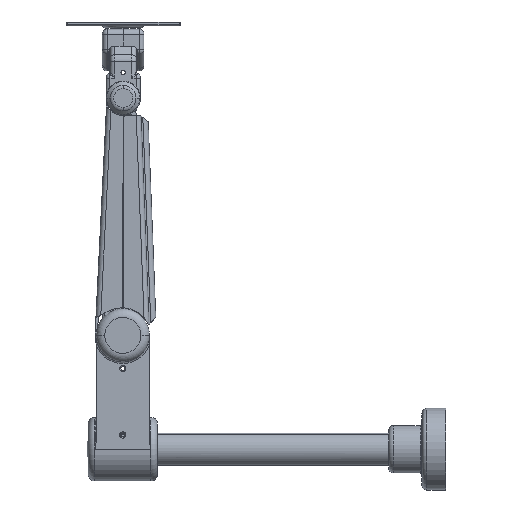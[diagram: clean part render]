
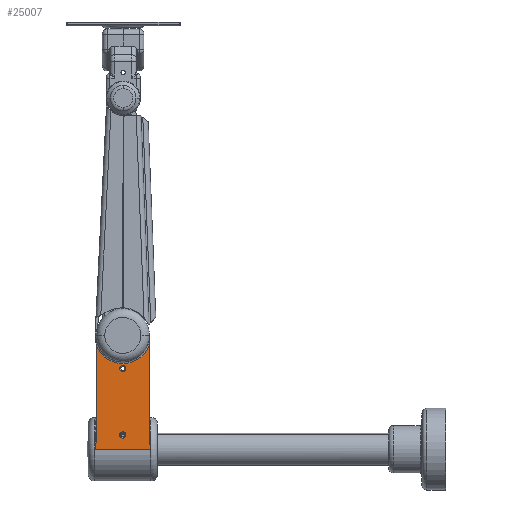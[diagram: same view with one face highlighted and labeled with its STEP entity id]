
A CAD part, left-side view. The second image highlights one B-rep face of the part: STEP entity #25007.
In plain terms, the highlighted face is planar.
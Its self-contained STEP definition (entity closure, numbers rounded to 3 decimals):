
#4509 = CIRCLE ( 'NONE', #8294, 3.25 ) ;
#4511 = CIRCLE ( 'NONE', #8284, 3.275 ) ;
#5144 = B_SPLINE_CURVE_WITH_KNOTS ( 'NONE', 3,
 ( #11496, #11500, #11501, #11502, #11503, #11504, #11505, #11506 ),
 .UNSPECIFIED., .F., .F.,
 ( 4, 2, 2, 4 ),
 ( 0., 0.005, 0.007, 0.009 ),
 .UNSPECIFIED. ) ;
#5145 = B_SPLINE_CURVE_WITH_KNOTS ( 'NONE', 3,
 ( #11482, #11489, #11490, #11491, #11492, #11493, #11494, #11495 ),
 .UNSPECIFIED., .F., .F.,
 ( 4, 2, 2, 4 ),
 ( 0., 0.002, 0.005, 0.01 ),
 .UNSPECIFIED. ) ;
#8284 = AXIS2_PLACEMENT_3D ( 'NONE', #8649, #8650, #8651 ) ;
#8294 = AXIS2_PLACEMENT_3D ( 'NONE', #8625, #8632, #8633 ) ;
#8625 = CARTESIAN_POINT ( 'NONE',  ( 0., -35., -33.5 ) ) ;
#8632 = DIRECTION ( 'NONE',  ( 0., 0., 1. ) ) ;
#8633 = DIRECTION ( 'NONE',  ( 1., 0., 0. ) ) ;
#8649 = CARTESIAN_POINT ( 'NONE',  ( 0., -105., -33.5 ) ) ;
#8650 = DIRECTION ( 'NONE',  ( 0., 0., 1. ) ) ;
#8651 = DIRECTION ( 'NONE',  ( 1., 0., 0. ) ) ;
#9748 = CIRCLE ( 'NONE', #11824, 29.817 ) ;
#9749 = CIRCLE ( 'NONE', #11834, 3.275 ) ;
#9750 = CIRCLE ( 'NONE', #11833, 3.25 ) ;
#11473 = CARTESIAN_POINT ( 'NONE',  ( 0., 0., -33.5 ) ) ;
#11474 = DIRECTION ( 'NONE',  ( 0., 0., 1. ) ) ;
#11475 = DIRECTION ( 'NONE',  ( 1., 0., 0. ) ) ;
#11476 = CARTESIAN_POINT ( 'NONE',  ( 0., -105., -33.5 ) ) ;
#11477 = DIRECTION ( 'NONE',  ( 0., 0., 1. ) ) ;
#11478 = DIRECTION ( 'NONE',  ( 1., 0., 0. ) ) ;
#11479 = CARTESIAN_POINT ( 'NONE',  ( 0., -35., -33.5 ) ) ;
#11480 = DIRECTION ( 'NONE',  ( 0., 0., 1. ) ) ;
#11481 = DIRECTION ( 'NONE',  ( 1., 0., 0. ) ) ;
#11482 = CARTESIAN_POINT ( 'NONE',  ( 28., -110.577, -33.5 ) ) ;
#11483 = LINE ( 'NONE', #11484, #11837 ) ;
#11484 = CARTESIAN_POINT ( 'NONE',  ( -28., 0., -33.5 ) ) ;
#11485 = DIRECTION ( 'NONE',  ( 0., -1., 0. ) ) ;
#11486 = LINE ( 'NONE', #11487, #11839 ) ;
#11487 = CARTESIAN_POINT ( 'NONE',  ( 28., -153.5, -33.5 ) ) ;
#11488 = DIRECTION ( 'NONE',  ( 0., 1., 0. ) ) ;
#11489 = CARTESIAN_POINT ( 'NONE',  ( 28., -111.373, -33.5 ) ) ;
#11490 = CARTESIAN_POINT ( 'NONE',  ( 28.051, -112.165, -33.5 ) ) ;
#11491 = CARTESIAN_POINT ( 'NONE',  ( 28.209, -113.746, -33.5 ) ) ;
#11492 = CARTESIAN_POINT ( 'NONE',  ( 28.316, -114.533, -33.5 ) ) ;
#11493 = CARTESIAN_POINT ( 'NONE',  ( 28.685, -116.885, -33.5 ) ) ;
#11494 = CARTESIAN_POINT ( 'NONE',  ( 28.993, -118.442, -33.5 ) ) ;
#11495 = CARTESIAN_POINT ( 'NONE',  ( 29.3, -120., -33.5 ) ) ;
#11496 = CARTESIAN_POINT ( 'NONE',  ( -29.3, -120., -33.5 ) ) ;
#11497 = LINE ( 'NONE', #11498, #11841 ) ;
#11498 = CARTESIAN_POINT ( 'NONE',  ( -36.501, -120., -33.5 ) ) ;
#11499 = DIRECTION ( 'NONE',  ( 1., 0., 0. ) ) ;
#11500 = CARTESIAN_POINT ( 'NONE',  ( -28.993, -118.443, -33.5 ) ) ;
#11501 = CARTESIAN_POINT ( 'NONE',  ( -28.685, -116.885, -33.5 ) ) ;
#11502 = CARTESIAN_POINT ( 'NONE',  ( -28.316, -114.533, -33.5 ) ) ;
#11503 = CARTESIAN_POINT ( 'NONE',  ( -28.209, -113.746, -33.5 ) ) ;
#11504 = CARTESIAN_POINT ( 'NONE',  ( -28.051, -112.165, -33.5 ) ) ;
#11505 = CARTESIAN_POINT ( 'NONE',  ( -28., -111.373, -33.5 ) ) ;
#11506 = CARTESIAN_POINT ( 'NONE',  ( -28., -110.577, -33.5 ) ) ;
#11824 = AXIS2_PLACEMENT_3D ( 'NONE', #11473, #11474, #11475 ) ;
#11833 = AXIS2_PLACEMENT_3D ( 'NONE', #11479, #11480, #11481 ) ;
#11834 = AXIS2_PLACEMENT_3D ( 'NONE', #11476, #11477, #11478 ) ;
#11837 = VECTOR ( 'NONE', #11485, 1000. ) ;
#11839 = VECTOR ( 'NONE', #11488, 1000. ) ;
#11841 = VECTOR ( 'NONE', #11499, 1000. ) ;
#15892 = PLANE ( 'NONE',  #16720 ) ;
#15893 = CARTESIAN_POINT ( 'NONE',  ( 0., 0., -33.5 ) ) ;
#15894 = DIRECTION ( 'NONE',  ( 0., 0., 1. ) ) ;
#15895 = DIRECTION ( 'NONE',  ( 1., 0., 0. ) ) ;
#16711 = FACE_BOUND ( 'NONE', #28861, .T. ) ;
#16716 = FACE_BOUND ( 'NONE', #28862, .T. ) ;
#16718 = FACE_OUTER_BOUND ( 'NONE', #28863, .T. ) ;
#16720 = AXIS2_PLACEMENT_3D ( 'NONE', #15893, #15894, #15895 ) ;
#19172 = CARTESIAN_POINT ( 'NONE',  ( 3.25, -35., -33.5 ) ) ;
#19173 = CARTESIAN_POINT ( 'NONE',  ( -3.25, -35., -33.5 ) ) ;
#19176 = CARTESIAN_POINT ( 'NONE',  ( 3.275, -105., -33.5 ) ) ;
#19177 = CARTESIAN_POINT ( 'NONE',  ( -3.275, -105., -33.5 ) ) ;
#19268 = CARTESIAN_POINT ( 'NONE',  ( -28., -10.249, -33.5 ) ) ;
#19269 = CARTESIAN_POINT ( 'NONE',  ( -28., -110.577, -33.5 ) ) ;
#19270 = CARTESIAN_POINT ( 'NONE',  ( 28., -10.249, -33.5 ) ) ;
#19271 = CARTESIAN_POINT ( 'NONE',  ( 28., -110.577, -33.5 ) ) ;
#19272 = CARTESIAN_POINT ( 'NONE',  ( 29.3, -120., -33.5 ) ) ;
#19273 = CARTESIAN_POINT ( 'NONE',  ( -29.3, -120., -33.5 ) ) ;
#22432 = EDGE_CURVE ( 'NONE', #31167, #31166, #4509, .T. ) ;
#22437 = EDGE_CURVE ( 'NONE', #31171, #31170, #4511, .T. ) ;
#22959 = EDGE_CURVE ( 'NONE', #31262, #31264, #9748, .T. ) ;
#22960 = EDGE_CURVE ( 'NONE', #31170, #31171, #9749, .T. ) ;
#22961 = EDGE_CURVE ( 'NONE', #31166, #31167, #9750, .T. ) ;
#22962 = EDGE_CURVE ( 'NONE', #31262, #31263, #11483, .T. ) ;
#22963 = EDGE_CURVE ( 'NONE', #31265, #31264, #11486, .T. ) ;
#22964 = EDGE_CURVE ( 'NONE', #31265, #31266, #5145, .T. ) ;
#22965 = EDGE_CURVE ( 'NONE', #31267, #31266, #11497, .T. ) ;
#22966 = EDGE_CURVE ( 'NONE', #31267, #31263, #5144, .T. ) ;
#25007 = ADVANCED_FACE ( 'NONE', ( #16711, #16716, #16718 ), #15892, .F. ) ;
#28861 = EDGE_LOOP ( 'NONE', ( #29851, #29852 ) ) ;
#28862 = EDGE_LOOP ( 'NONE', ( #29854, #29853 ) ) ;
#28863 = EDGE_LOOP ( 'NONE', ( #29855, #29857, #29856, #29858, #29859, #29860 ) ) ;
#29851 = ORIENTED_EDGE ( 'NONE', *, *, #22437, .T. ) ;
#29852 = ORIENTED_EDGE ( 'NONE', *, *, #22960, .T. ) ;
#29853 = ORIENTED_EDGE ( 'NONE', *, *, #22961, .T. ) ;
#29854 = ORIENTED_EDGE ( 'NONE', *, *, #22432, .T. ) ;
#29855 = ORIENTED_EDGE ( 'NONE', *, *, #22962, .F. ) ;
#29856 = ORIENTED_EDGE ( 'NONE', *, *, #22963, .F. ) ;
#29857 = ORIENTED_EDGE ( 'NONE', *, *, #22959, .T. ) ;
#29858 = ORIENTED_EDGE ( 'NONE', *, *, #22964, .T. ) ;
#29859 = ORIENTED_EDGE ( 'NONE', *, *, #22965, .F. ) ;
#29860 = ORIENTED_EDGE ( 'NONE', *, *, #22966, .T. ) ;
#31166 = VERTEX_POINT ( 'NONE', #19172 ) ;
#31167 = VERTEX_POINT ( 'NONE', #19173 ) ;
#31170 = VERTEX_POINT ( 'NONE', #19176 ) ;
#31171 = VERTEX_POINT ( 'NONE', #19177 ) ;
#31262 = VERTEX_POINT ( 'NONE', #19268 ) ;
#31263 = VERTEX_POINT ( 'NONE', #19269 ) ;
#31264 = VERTEX_POINT ( 'NONE', #19270 ) ;
#31265 = VERTEX_POINT ( 'NONE', #19271 ) ;
#31266 = VERTEX_POINT ( 'NONE', #19272 ) ;
#31267 = VERTEX_POINT ( 'NONE', #19273 ) ;
